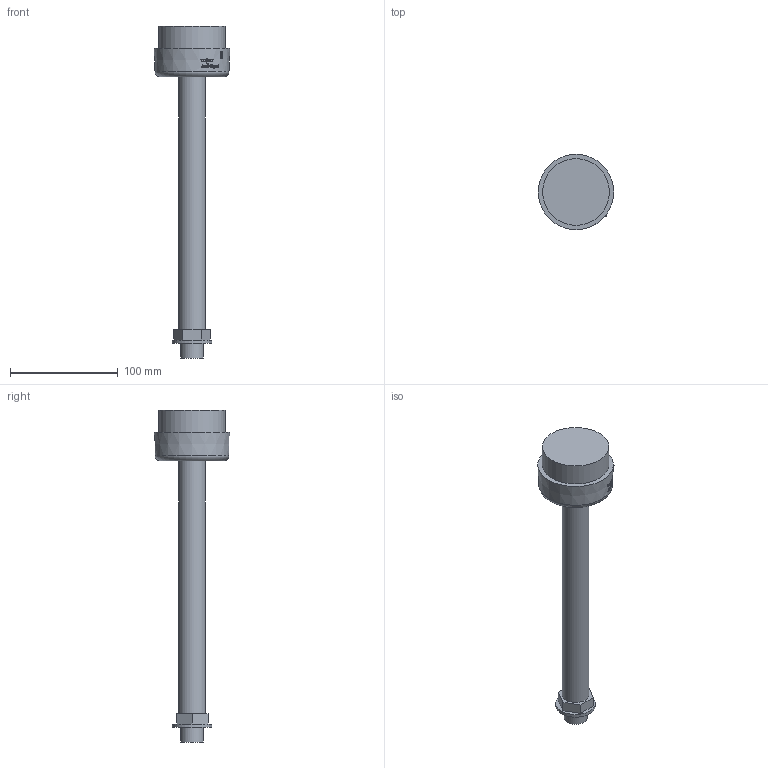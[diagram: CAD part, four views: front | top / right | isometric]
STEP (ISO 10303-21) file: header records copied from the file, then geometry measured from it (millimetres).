
FILE_DESCRIPTION(/* description */ (''),/* implementation_level */ '2;1');
FILE_NAME(/* name */ 'PC7RS_250mm_AuerSignal_910753900.stp',/* time_stamp */ '2021-06-01T14:46:51+02:00',/* author */ (''),/* organization */ (''),/* preprocessor_version */ 'ST-DEVELOPER v16',/* originating_system */ 'SIEMENS PLM Software NX 10.0',/* authorisation */ '');
FILE_SCHEMA (('AUTOMOTIVE_DESIGN { 1 0 10303 214 3 1 1 1 }'));
Length unit declared in the file: millimetre
Products named in the file (1): P.Ge33DC35000w2k
Bounding box: 70.21 x 70.21 x 308.45 mm (x, y, z)
Volume: 290353.8 mm3; surface area: 38632.4 mm2
Topology: 1 solids, 1 shells, 47 faces, 174 edges, 158 vertices
Faces by surface type: cone 25, plane 15, cylinder 4, bspline 2, torus 1
Full cylindrical faces by diameter (mm): 21.3 x1, 24.8 x1, 36.8 x1, 62 x1
Entity records: 2833 total; most frequent: CARTESIAN_POINT 1099, ORIENTED_EDGE 332, DIRECTION 230, EDGE_CURVE 166, VERTEX_POINT 156, AXIS2_PLACEMENT_3D 101, B_SPLINE_CURVE_WITH_KNOTS 83, EDGE_LOOP 82
